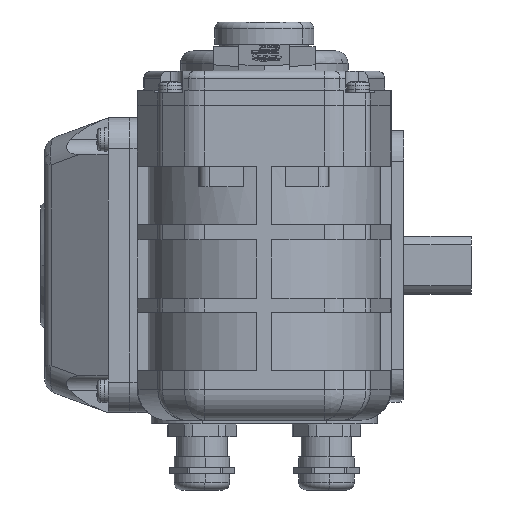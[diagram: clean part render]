
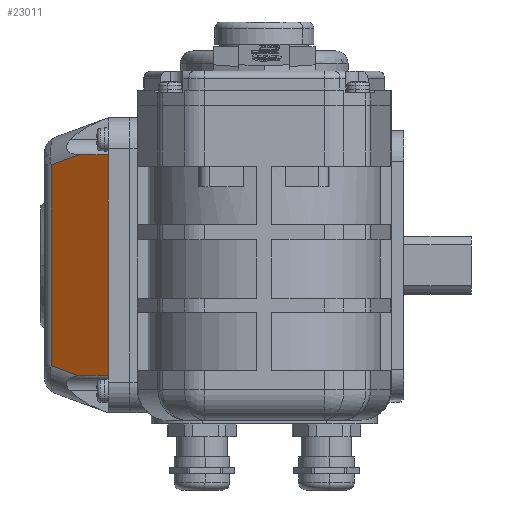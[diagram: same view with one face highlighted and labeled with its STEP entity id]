
A CAD part, left-side view. The second image highlights one B-rep face of the part: STEP entity #23011.
In plain terms, the highlighted planar face has unit normal (-0.819, 0.574, 0).
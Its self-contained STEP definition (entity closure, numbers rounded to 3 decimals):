
#3692 = CARTESIAN_POINT ( 'NONE',  ( -43.834, 83.544, 39.567 ) ) ;
#3737 = CARTESIAN_POINT ( 'NONE',  ( -51.85, 72.096, 43.5 ) ) ;
#3738 = CARTESIAN_POINT ( 'NONE',  ( -52.047, 71.814, 43.5 ) ) ;
#3739 =( BOUNDED_CURVE ( )  B_SPLINE_CURVE ( 3, ( #3738, #3737, #3782, #3781 ),
 .UNSPECIFIED., .F., .T. ) 
 B_SPLINE_CURVE_WITH_KNOTS ( ( 4, 4 ),
 ( 1.571, 1.669 ),
 .UNSPECIFIED. ) 
 CURVE ( )  GEOMETRIC_REPRESENTATION_ITEM ( )  RATIONAL_B_SPLINE_CURVE ( ( 1., 0.999, 0.999, 1. ) ) 
 REPRESENTATION_ITEM ( '' )  );
#3740 = LINE ( 'NONE', #3780, #3779 ) ;
#3741 = CARTESIAN_POINT ( 'NONE',  ( -51.456, 72.658, 43.529 ) ) ;
#3746 = CARTESIAN_POINT ( 'NONE',  ( -52.047, 71.814, 43.5 ) ) ;
#3754 = LINE ( 'NONE', #3800, #3799 ) ;
#3755 = CARTESIAN_POINT ( 'NONE',  ( -52.047, 71.814, -43.5 ) ) ;
#3756 = CARTESIAN_POINT ( 'NONE',  ( -51.456, 72.658, -43.529 ) ) ;
#3757 = CARTESIAN_POINT ( 'NONE',  ( -43.834, 83.544, -39.567 ) ) ;
#3758 = DIRECTION ( 'NONE',  ( -0.55, -0.785, -0.286 ) ) ;
#3759 = VECTOR ( 'NONE', #3758, 1000. ) ;
#3760 = CARTESIAN_POINT ( 'NONE',  ( -23.159, 113.07, -28.82 ) ) ;
#3761 = DIRECTION ( 'NONE',  ( -0.574, -0.819, 0. ) ) ;
#3762 = DIRECTION ( 'NONE',  ( -0.819, 0.574, 0. ) ) ;
#3763 = LINE ( 'NONE', #3760, #3759 ) ;
#3764 = CARTESIAN_POINT ( 'NONE',  ( -39.716, 89.424, 68. ) ) ;
#3765 = AXIS2_PLACEMENT_3D ( 'NONE', #3764, #3762, #3761 ) ;
#3766 = FACE_OUTER_BOUND ( 'NONE', #23012, .T. ) ;
#3772 = PLANE ( 'NONE',  #3765 ) ;
#3774 = DIRECTION ( 'NONE',  ( 0., 0., -1. ) ) ;
#3775 = VECTOR ( 'NONE', #3774, 1000. ) ;
#3776 = CARTESIAN_POINT ( 'NONE',  ( -43.834, 83.544, 68. ) ) ;
#3777 = LINE ( 'NONE', #3776, #3775 ) ;
#3778 = DIRECTION ( 'NONE',  ( 0.55, 0.785, -0.286 ) ) ;
#3779 = VECTOR ( 'NONE', #3778, 1000. ) ;
#3780 = CARTESIAN_POINT ( 'NONE',  ( -44.518, 82.567, 39.923 ) ) ;
#3781 = CARTESIAN_POINT ( 'NONE',  ( -51.456, 72.658, 43.529 ) ) ;
#3782 = CARTESIAN_POINT ( 'NONE',  ( -51.653, 72.378, 43.51 ) ) ;
#3793 = DIRECTION ( 'NONE',  ( 0., 0., 1. ) ) ;
#3794 = VECTOR ( 'NONE', #3793, 1000. ) ;
#3795 = CARTESIAN_POINT ( 'NONE',  ( -59.547, 61.103, -58. ) ) ;
#3796 = LINE ( 'NONE', #3795, #3794 ) ;
#3797 = CARTESIAN_POINT ( 'NONE',  ( -59.547, 61.103, -43.5 ) ) ;
#3798 = DIRECTION ( 'NONE',  ( -0.574, -0.819, 0. ) ) ;
#3799 = VECTOR ( 'NONE', #3798, 1000. ) ;
#3800 = CARTESIAN_POINT ( 'NONE',  ( -39.716, 89.424, -43.5 ) ) ;
#3801 = CARTESIAN_POINT ( 'NONE',  ( -52.047, 71.814, -43.5 ) ) ;
#3802 = CARTESIAN_POINT ( 'NONE',  ( -51.85, 72.096, -43.5 ) ) ;
#3803 = CARTESIAN_POINT ( 'NONE',  ( -51.653, 72.378, -43.51 ) ) ;
#3804 = CARTESIAN_POINT ( 'NONE',  ( -51.456, 72.658, -43.529 ) ) ;
#3805 =( BOUNDED_CURVE ( )  B_SPLINE_CURVE ( 3, ( #3804, #3803, #3802, #3801 ),
 .UNSPECIFIED., .F., .T. ) 
 B_SPLINE_CURVE_WITH_KNOTS ( ( 4, 4 ),
 ( 4.614, 4.712 ),
 .UNSPECIFIED. ) 
 CURVE ( )  GEOMETRIC_REPRESENTATION_ITEM ( )  RATIONAL_B_SPLINE_CURVE ( ( 1., 0.999, 0.999, 1. ) ) 
 REPRESENTATION_ITEM ( '' )  );
#3991 = DIRECTION ( 'NONE',  ( 0.574, 0.819, 0. ) ) ;
#3992 = VECTOR ( 'NONE', #3991, 1000. ) ;
#3993 = CARTESIAN_POINT ( 'NONE',  ( -39.716, 89.424, 43.5 ) ) ;
#3994 = LINE ( 'NONE', #3993, #3992 ) ;
#3995 = CARTESIAN_POINT ( 'NONE',  ( -59.547, 61.103, 43.5 ) ) ;
#22949 = VERTEX_POINT ( 'NONE', #3692 ) ;
#22991 = VERTEX_POINT ( 'NONE', #3746 ) ;
#22993 = ORIENTED_EDGE ( 'NONE', *, *, #22994, .T. ) ;
#22994 = EDGE_CURVE ( 'NONE', #22991, #22996, #3739, .T. ) ;
#22996 = VERTEX_POINT ( 'NONE', #3741 ) ;
#22998 = ORIENTED_EDGE ( 'NONE', *, *, #22999, .T. ) ;
#22999 = EDGE_CURVE ( 'NONE', #22996, #22949, #3740, .T. ) ;
#23001 = ORIENTED_EDGE ( 'NONE', *, *, #23003, .T. ) ;
#23003 = EDGE_CURVE ( 'NONE', #22949, #23016, #3777, .T. ) ;
#23011 = ADVANCED_FACE ( 'NONE', ( #3766 ), #3772, .T. ) ;
#23012 = EDGE_LOOP ( 'NONE', ( #23014, #23018, #23023, #23026, #23114, #22993, #22998, #23001 ) ) ;
#23014 = ORIENTED_EDGE ( 'NONE', *, *, #23015, .T. ) ;
#23015 = EDGE_CURVE ( 'NONE', #23016, #23017, #3763, .T. ) ;
#23016 = VERTEX_POINT ( 'NONE', #3757 ) ;
#23017 = VERTEX_POINT ( 'NONE', #3756 ) ;
#23018 = ORIENTED_EDGE ( 'NONE', *, *, #23020, .T. ) ;
#23020 = EDGE_CURVE ( 'NONE', #23017, #23022, #3805, .T. ) ;
#23022 = VERTEX_POINT ( 'NONE', #3755 ) ;
#23023 = ORIENTED_EDGE ( 'NONE', *, *, #23024, .T. ) ;
#23024 = EDGE_CURVE ( 'NONE', #23022, #23025, #3754, .T. ) ;
#23025 = VERTEX_POINT ( 'NONE', #3797 ) ;
#23026 = ORIENTED_EDGE ( 'NONE', *, *, #23027, .T. ) ;
#23027 = EDGE_CURVE ( 'NONE', #23025, #23113, #3796, .T. ) ;
#23113 = VERTEX_POINT ( 'NONE', #3995 ) ;
#23114 = ORIENTED_EDGE ( 'NONE', *, *, #23115, .T. ) ;
#23115 = EDGE_CURVE ( 'NONE', #23113, #22991, #3994, .T. ) ;
